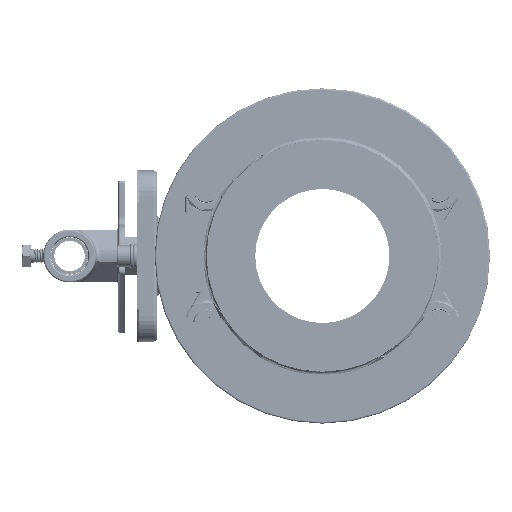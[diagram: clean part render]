
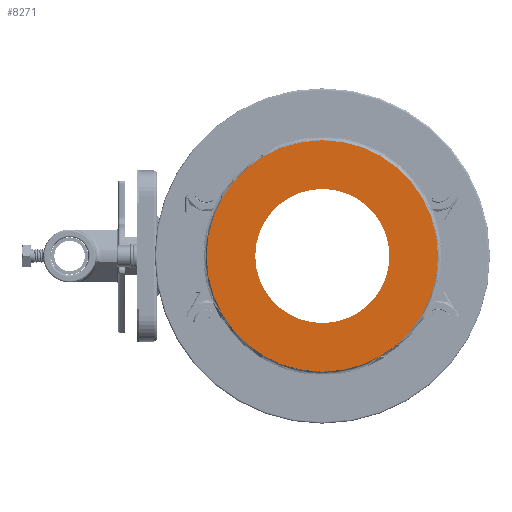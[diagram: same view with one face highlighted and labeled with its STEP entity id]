
A CAD part, left-side view. The second image highlights one B-rep face of the part: STEP entity #8271.
In plain terms, the highlighted face is planar.
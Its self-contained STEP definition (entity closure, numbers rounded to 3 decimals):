
#1385 = CARTESIAN_POINT ( 'NONE',  ( -100., 82.21, -87.7 ) ) ;
#1787 = VERTEX_POINT ( 'NONE', #14705 ) ;
#8271 = ADVANCED_FACE ( 'NONE', ( #49559, #17431 ), #73834, .F. ) ;
#9316 = CARTESIAN_POINT ( 'NONE',  ( 0., 0., -87.7 ) ) ;
#10110 = ORIENTED_EDGE ( 'NONE', *, *, #19516, .F. ) ;
#14705 = CARTESIAN_POINT ( 'NONE',  ( -40., 0., -87.7 ) ) ;
#15395 = DIRECTION ( 'NONE',  ( 0., -1., 0. ) ) ;
#17431 = FACE_OUTER_BOUND ( 'NONE', #51336, .T. ) ;
#19516 = EDGE_CURVE ( 'NONE', #1787, #67361, #61177, .T. ) ;
#21869 = CARTESIAN_POINT ( 'NONE',  ( 40., 0., -87.7 ) ) ;
#23403 = AXIS2_PLACEMENT_3D ( 'NONE', #29864, #72187, #35961 ) ;
#26483 = CIRCLE ( 'NONE', #51557, 69. ) ;
#27546 = DIRECTION ( 'NONE',  ( 0., 0., -1. ) ) ;
#29782 = AXIS2_PLACEMENT_3D ( 'NONE', #63771, #27546, #69845 ) ;
#29864 = CARTESIAN_POINT ( 'NONE',  ( 0., 0., -87.7 ) ) ;
#31509 = DIRECTION ( 'NONE',  ( 0., 0., 1. ) ) ;
#33091 = AXIS2_PLACEMENT_3D ( 'NONE', #1385, #31509, #49749 ) ;
#33336 = VERTEX_POINT ( 'NONE', #40930 ) ;
#33659 = ORIENTED_EDGE ( 'NONE', *, *, #62237, .F. ) ;
#35045 = CARTESIAN_POINT ( 'NONE',  ( 0., 0., -87.7 ) ) ;
#35961 = DIRECTION ( 'NONE',  ( 0., -1., 0. ) ) ;
#40930 = CARTESIAN_POINT ( 'NONE',  ( -69., 0., -87.7 ) ) ;
#41085 = DIRECTION ( 'NONE',  ( 0., -1., 0. ) ) ;
#41257 = EDGE_CURVE ( 'NONE', #33336, #71571, #48931, .T. ) ;
#43022 = AXIS2_PLACEMENT_3D ( 'NONE', #9316, #51595, #15395 ) ;
#47848 = ORIENTED_EDGE ( 'NONE', *, *, #41257, .F. ) ;
#48046 = CIRCLE ( 'NONE', #43022, 40. ) ;
#48157 = CARTESIAN_POINT ( 'NONE',  ( 69., 0., -87.7 ) ) ;
#48206 = EDGE_LOOP ( 'NONE', ( #51808, #10110 ) ) ;
#48931 = CIRCLE ( 'NONE', #23403, 69. ) ;
#49559 = FACE_BOUND ( 'NONE', #48206, .T. ) ;
#49749 = DIRECTION ( 'NONE',  ( 0., -1., 0. ) ) ;
#51336 = EDGE_LOOP ( 'NONE', ( #33659, #47848 ) ) ;
#51557 = AXIS2_PLACEMENT_3D ( 'NONE', #35045, #77350, #41085 ) ;
#51595 = DIRECTION ( 'NONE',  ( 0., 0., -1. ) ) ;
#51808 = ORIENTED_EDGE ( 'NONE', *, *, #53982, .F. ) ;
#53982 = EDGE_CURVE ( 'NONE', #67361, #1787, #48046, .T. ) ;
#61177 = CIRCLE ( 'NONE', #29782, 40. ) ;
#62237 = EDGE_CURVE ( 'NONE', #71571, #33336, #26483, .T. ) ;
#63771 = CARTESIAN_POINT ( 'NONE',  ( 0., 0., -87.7 ) ) ;
#67361 = VERTEX_POINT ( 'NONE', #21869 ) ;
#69845 = DIRECTION ( 'NONE',  ( 0., -1., 0. ) ) ;
#71571 = VERTEX_POINT ( 'NONE', #48157 ) ;
#72187 = DIRECTION ( 'NONE',  ( 0., 0., 1. ) ) ;
#73834 = PLANE ( 'NONE',  #33091 ) ;
#77350 = DIRECTION ( 'NONE',  ( 0., 0., 1. ) ) ;
